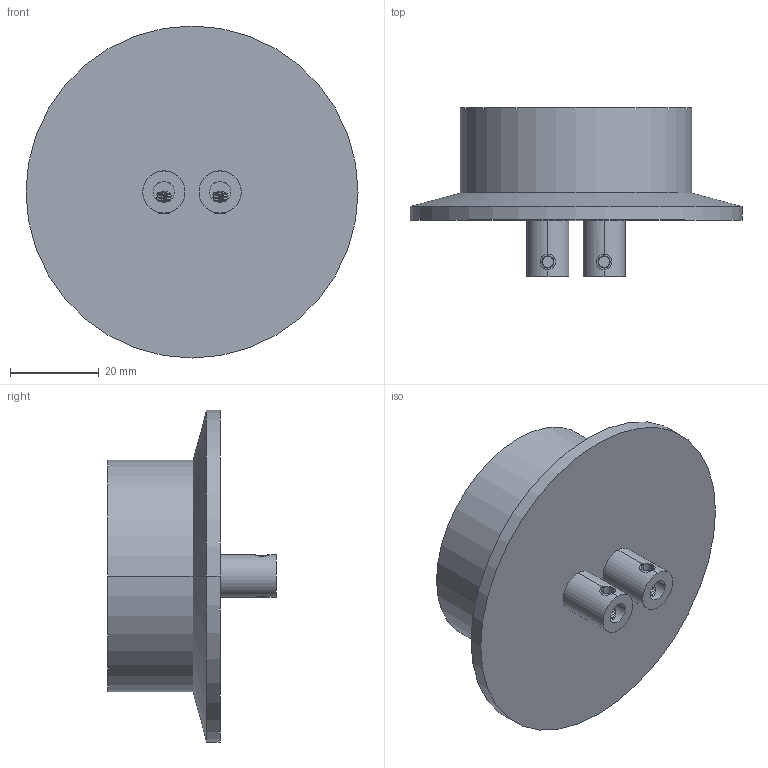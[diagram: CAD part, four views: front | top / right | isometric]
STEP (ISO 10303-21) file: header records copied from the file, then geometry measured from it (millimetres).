
FILE_DESCRIPTION((''),'2;1');
FILE_NAME('193331_ASM','2016-02-11T',('pdmadmin'),(''),'PRO/ENGINEER BY PARAMETRIC TECHNOLOGY CORPORATION, 2013230','PRO/ENGINEER BY PARAMETRIC TECHNOLOGY CORPORATION, 2013230','');
FILE_SCHEMA(('CONFIG_CONTROL_DESIGN'));
Length unit declared in the file: inch
Products named in the file (6): 62300_BASE; 62300_THREADED_ADAPTER; 62300_IMAGE_ROD; 6-32_SET-SCREWX3_16; 62300_ASM; 193331_ASM
Assembly tree (8 placements, depth 3):
  193331_ASM
    62300_ASM
      62300_BASE
      62300_THREADED_ADAPTER  x2
      62300_IMAGE_ROD  x2
      6-32_SET-SCREWX3_16  x2
Bounding box: 74.93 x 38.1 x 74.93 mm (x, y, z)
Volume: 65977.7 mm3; surface area: 17412.2 mm2
Topology: 7 solids, 19 shells, 156 faces, 368 edges, 236 vertices
Faces by surface type: cylinder 84, plane 42, cone 22, bspline 8
Entity records: 5014 total; most frequent: CARTESIAN_POINT 2658, DIRECTION 495, ORIENTED_EDGE 414, EDGE_CURVE 221, AXIS2_PLACEMENT_3D 203, VERTEX_POINT 142, EDGE_LOOP 109, FACE_OUTER_BOUND 94
